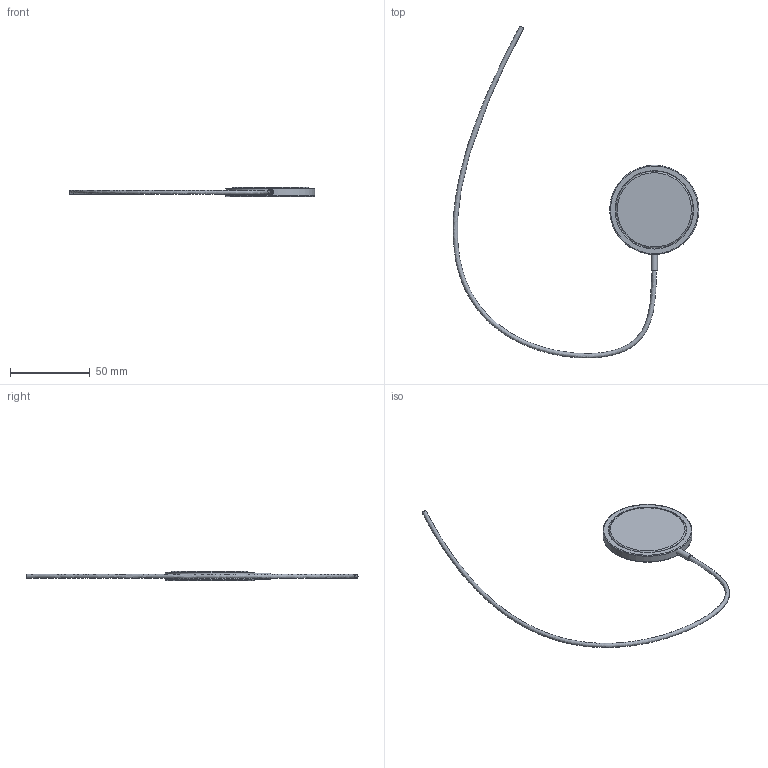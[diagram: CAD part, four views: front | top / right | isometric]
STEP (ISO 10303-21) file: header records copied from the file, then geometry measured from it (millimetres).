
FILE_DESCRIPTION(/* description */ (''),/* implementation_level */ '2;1');
FILE_NAME(/* name */ 'MagSafe Charger.step',/* time_stamp */ '2021-02-04T09:55:20-05:00',/* author */ (''),/* organization */ (''),/* preprocessor_version */ 'ST-DEVELOPER v18.1',/* originating_system */ 'Autodesk Translation Framework v9.7.1.1290',/* authorisation */ '');
FILE_SCHEMA (('AUTOMOTIVE_DESIGN { 1 0 10303 214 3 1 1 }'));
Length unit declared in the file: millimetre
Products named in the file (1): MagSafe Charger
Bounding box: 154.26 x 208.27 x 5.7 mm (x, y, z)
Volume: 15827.6 mm3; surface area: 13078.6 mm2
Topology: 3 solids, 3 shells, 17 faces, 24 edges, 15 vertices
Faces by surface type: plane 8, cylinder 4, torus 3, cone 1, bspline 1
Full cylindrical faces by diameter (mm): 4 x1, 48.2 x2, 56 x1
Entity records: 614 total; most frequent: CARTESIAN_POINT 262, DIRECTION 73, ORIENTED_EDGE 48, AXIS2_PLACEMENT_3D 34, EDGE_CURVE 24, EDGE_LOOP 19, FACE_OUTER_BOUND 17, CIRCLE 17
